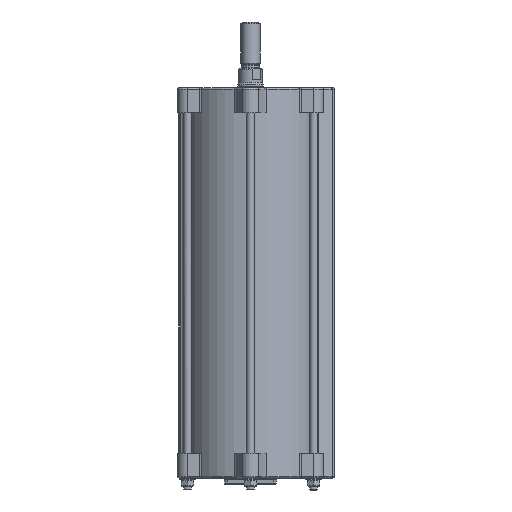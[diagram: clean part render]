
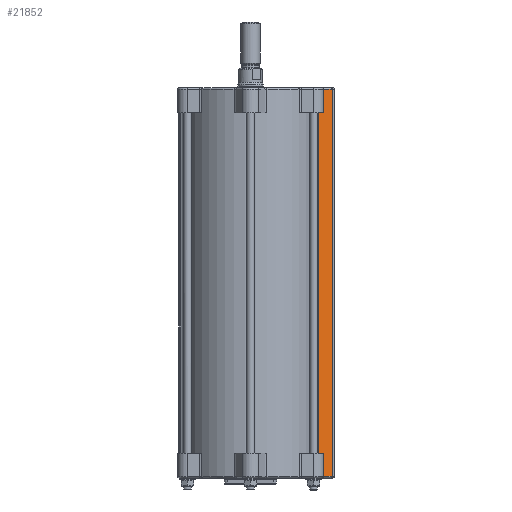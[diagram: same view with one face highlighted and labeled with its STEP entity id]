
A CAD part, front view. The second image highlights one B-rep face of the part: STEP entity #21852.
In plain terms, the highlighted planar face has unit normal (0.342, -0.94, 0).
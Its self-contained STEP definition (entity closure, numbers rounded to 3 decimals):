
#1384=LINE('',#39995,#2016);
#1407=LINE('',#40139,#2039);
#1408=LINE('',#40143,#2040);
#1409=LINE('',#40144,#2041);
#2016=VECTOR('',#28396,10.);
#2039=VECTOR('',#28621,10.);
#2040=VECTOR('',#28626,10.);
#2041=VECTOR('',#28627,10.);
#4221=FACE_OUTER_BOUND('',#5871,.T.);
#5871=EDGE_LOOP('',(#15987,#15988,#15989,#15990));
#9439=VERTEX_POINT('',#39989);
#9440=VERTEX_POINT('',#39993);
#9460=VERTEX_POINT('',#40138);
#9461=VERTEX_POINT('',#40142);
#11743=EDGE_CURVE('',#9440,#9439,#1384,.T.);
#11816=EDGE_CURVE('',#9460,#9440,#1407,.T.);
#11818=EDGE_CURVE('',#9439,#9461,#1408,.T.);
#11819=EDGE_CURVE('',#9461,#9460,#1409,.T.);
#15987=ORIENTED_EDGE('',*,*,#11818,.F.);
#15988=ORIENTED_EDGE('',*,*,#11743,.F.);
#15989=ORIENTED_EDGE('',*,*,#11816,.F.);
#15990=ORIENTED_EDGE('',*,*,#11819,.F.);
#19436=PLANE('',#24062);
#21852=ADVANCED_FACE('',(#4221),#19436,.T.);
#24062=AXIS2_PLACEMENT_3D('',#40141,#28624,#28625);
#28396=DIRECTION('',(0.94,0.342,0.));
#28621=DIRECTION('',(0.,0.,1.));
#28624=DIRECTION('center_axis',(0.342,-0.94,0.));
#28625=DIRECTION('ref_axis',(0.94,0.342,0.));
#28626=DIRECTION('',(0.,0.,-1.));
#28627=DIRECTION('',(-0.94,-0.342,0.));
#39989=CARTESIAN_POINT('',(126.71,-13.197,564.5));
#39993=CARTESIAN_POINT('',(105.243,-21.011,564.5));
#39995=CARTESIAN_POINT('',(58.532,-38.012,564.5));
#40138=CARTESIAN_POINT('',(105.243,-21.011,-36.));
#40139=CARTESIAN_POINT('',(105.243,-21.011,567.));
#40141=CARTESIAN_POINT('Origin',(98.,-23.647,528.5));
#40142=CARTESIAN_POINT('',(126.71,-13.197,-36.));
#40143=CARTESIAN_POINT('',(126.71,-13.197,528.5));
#40144=CARTESIAN_POINT('',(74.532,-32.189,-36.));
